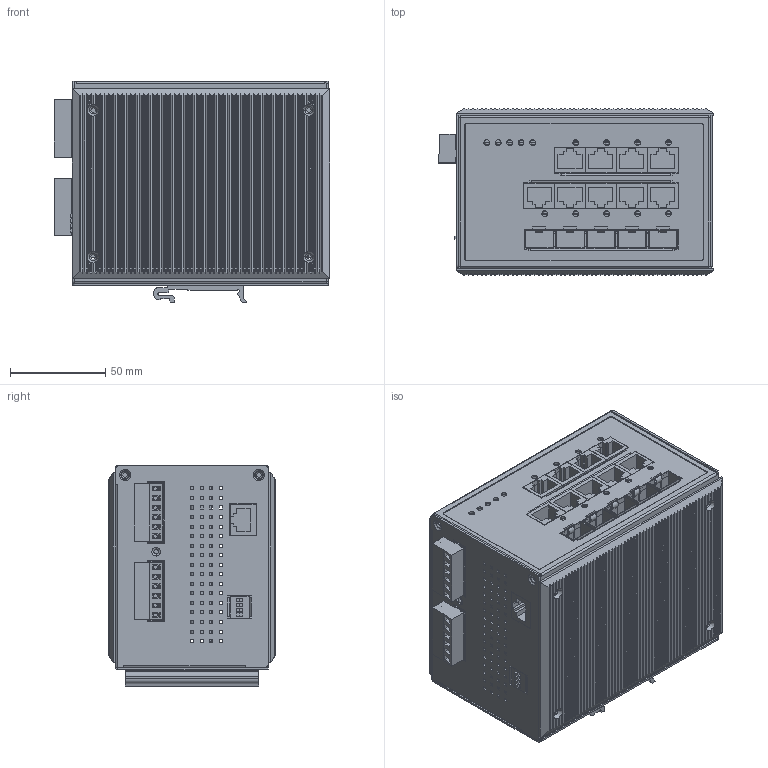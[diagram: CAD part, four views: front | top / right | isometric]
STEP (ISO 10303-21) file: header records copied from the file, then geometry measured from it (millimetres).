
FILE_DESCRIPTION((''),'2;1');
FILE_NAME('EDS-G509_A','2010-08-17T',('Chialu_Chang'),(''),'PRO/ENGINEER BY PARAMETRIC TECHNOLOGY CORPORATION, 2004440','PRO/ENGINEER BY PARAMETRIC TECHNOLOGY CORPORATION, 2004440','');
FILE_SCHEMA(('CONFIG_CONTROL_DESIGN'));
Products named in the file (1): EDS-G509_A
Bounding box: 144.5 x 87.18 x 115.8 mm (x, y, z)
Surface area: 437744.2 mm2 (no closed solid volume)
Topology: 0 solids, 140 shells, 6905 faces, 18078 edges, 11816 vertices
Faces by surface type: plane 5306, cylinder 1268, cone 244, torus 82, bspline 5
Entity records: 211672 total; most frequent: CARTESIAN_POINT 39223, ORIENTED_EDGE 35956, DIRECTION 33863, EDGE_CURVE 18034, VECTOR 14535, LINE 14535, VERTEX_POINT 11816, AXIS2_PLACEMENT_3D 9664
